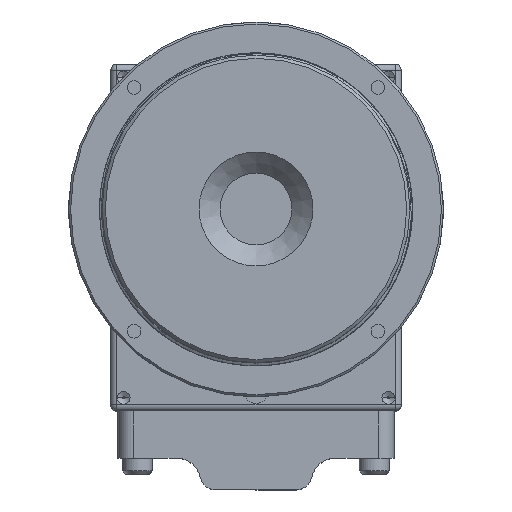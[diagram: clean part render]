
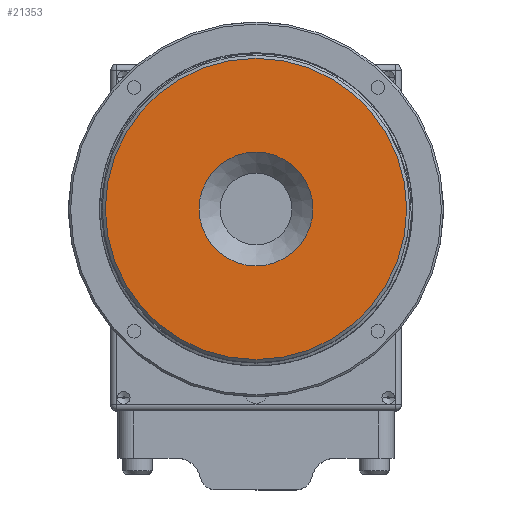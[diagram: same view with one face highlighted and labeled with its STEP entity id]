
A CAD part, top view. The second image highlights one B-rep face of the part: STEP entity #21353.
In plain terms, the highlighted planar face has unit normal (0, 0, 1).
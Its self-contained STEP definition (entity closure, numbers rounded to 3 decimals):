
#1183 = PLANE ( 'NONE',  #3527 ) ;
#1963 = AXIS2_PLACEMENT_3D ( 'NONE', #93682, #77252, #92673 ) ;
#3527 = AXIS2_PLACEMENT_3D ( 'NONE', #17165, #80390, #41845 ) ;
#4612 = VERTEX_POINT ( 'NONE', #67354 ) ;
#17165 = CARTESIAN_POINT ( 'NONE',  ( 18.542, -18.415, 27.442 ) ) ;
#21353 = ADVANCED_FACE ( 'NONE', ( #87607, #26413 ), #1183, .T. ) ;
#21737 = EDGE_CURVE ( 'NONE', #4612, #4612, #95569, .T. ) ;
#24582 = AXIS2_PLACEMENT_3D ( 'NONE', #31323, #85309, #100729 ) ;
#26413 = FACE_OUTER_BOUND ( 'NONE', #64534, .T. ) ;
#27892 = CIRCLE ( 'NONE', #24582, 7.215 ) ;
#31323 = CARTESIAN_POINT ( 'NONE',  ( 18.542, -18.415, 27.442 ) ) ;
#38058 = ORIENTED_EDGE ( 'NONE', *, *, #21737, .T. ) ;
#41845 = DIRECTION ( 'NONE',  ( 1., 0., 0. ) ) ;
#51878 = EDGE_LOOP ( 'NONE', ( #61158 ) ) ;
#61158 = ORIENTED_EDGE ( 'NONE', *, *, #81357, .T. ) ;
#64534 = EDGE_LOOP ( 'NONE', ( #38058 ) ) ;
#67354 = CARTESIAN_POINT ( 'NONE',  ( 18.542, -37.503, 27.442 ) ) ;
#77252 = DIRECTION ( 'NONE',  ( 0., 0., 1. ) ) ;
#80390 = DIRECTION ( 'NONE',  ( 0., 0., 1. ) ) ;
#81357 = EDGE_CURVE ( 'NONE', #82178, #82178, #27892, .T. ) ;
#82178 = VERTEX_POINT ( 'NONE', #84210 ) ;
#84210 = CARTESIAN_POINT ( 'NONE',  ( 18.542, -11.2, 27.442 ) ) ;
#85309 = DIRECTION ( 'NONE',  ( 0., 0., -1. ) ) ;
#87607 = FACE_BOUND ( 'NONE', #51878, .T. ) ;
#92673 = DIRECTION ( 'NONE',  ( 0., -1., 0. ) ) ;
#93682 = CARTESIAN_POINT ( 'NONE',  ( 18.542, -18.415, 27.442 ) ) ;
#95569 = CIRCLE ( 'NONE', #1963, 19.088 ) ;
#100729 = DIRECTION ( 'NONE',  ( 0., 1., 0. ) ) ;
